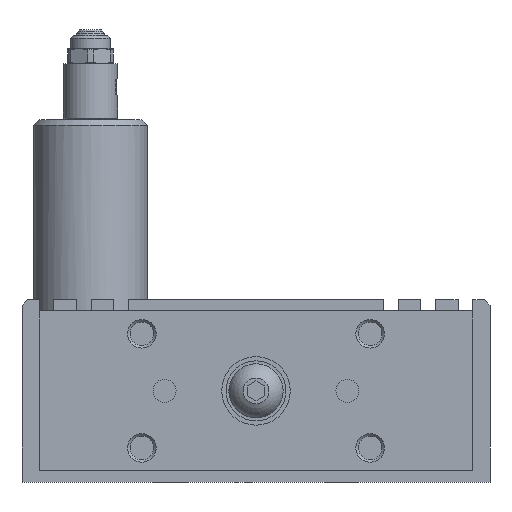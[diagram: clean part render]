
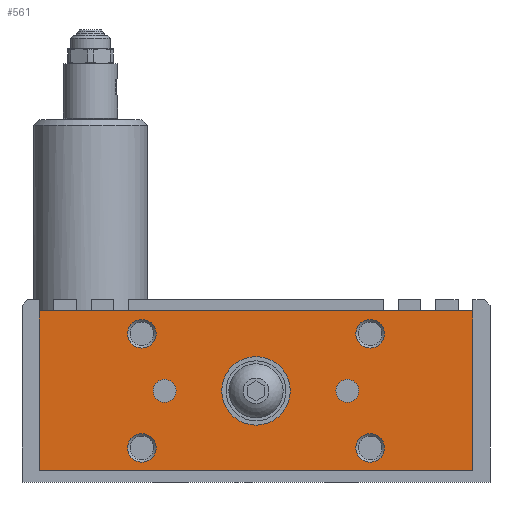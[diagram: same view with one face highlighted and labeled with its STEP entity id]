
A CAD part, left-side view. The second image highlights one B-rep face of the part: STEP entity #561.
In plain terms, the highlighted planar face has unit normal (-1, 0, 0).
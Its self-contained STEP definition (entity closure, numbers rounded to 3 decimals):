
#561 = ADVANCED_FACE( '', ( #1336, #1337, #1338, #1339, #1340, #1341, #1342, #1343 ), #1344, .F. );
#1336 = FACE_BOUND( '', #2328, .T. );
#1337 = FACE_BOUND( '', #2329, .T. );
#1338 = FACE_BOUND( '', #2330, .T. );
#1339 = FACE_BOUND( '', #2331, .T. );
#1340 = FACE_BOUND( '', #2332, .T. );
#1341 = FACE_BOUND( '', #2333, .T. );
#1342 = FACE_BOUND( '', #2334, .T. );
#1343 = FACE_OUTER_BOUND( '', #2335, .T. );
#1344 = PLANE( '', #2336 );
#2328 = EDGE_LOOP( '', ( #3858 ) );
#2329 = EDGE_LOOP( '', ( #3859 ) );
#2330 = EDGE_LOOP( '', ( #3860 ) );
#2331 = EDGE_LOOP( '', ( #3861 ) );
#2332 = EDGE_LOOP( '', ( #3862 ) );
#2333 = EDGE_LOOP( '', ( #3863 ) );
#2334 = EDGE_LOOP( '', ( #3864 ) );
#2335 = EDGE_LOOP( '', ( #3865, #3866, #3867, #3868 ) );
#2336 = AXIS2_PLACEMENT_3D( '', #3869, #3870, #3871 );
#3858 = ORIENTED_EDGE( '', *, *, #5375, .F. );
#3859 = ORIENTED_EDGE( '', *, *, #5102, .T. );
#3860 = ORIENTED_EDGE( '', *, *, #5409, .T. );
#3861 = ORIENTED_EDGE( '', *, *, #5450, .F. );
#3862 = ORIENTED_EDGE( '', *, *, #5451, .F. );
#3863 = ORIENTED_EDGE( '', *, *, #5243, .T. );
#3864 = ORIENTED_EDGE( '', *, *, #5386, .T. );
#3865 = ORIENTED_EDGE( '', *, *, #5452, .F. );
#3866 = ORIENTED_EDGE( '', *, *, #5369, .F. );
#3867 = ORIENTED_EDGE( '', *, *, #5453, .F. );
#3868 = ORIENTED_EDGE( '', *, *, #5454, .F. );
#3869 = CARTESIAN_POINT( '', ( -61., 38., 30. ) );
#3870 = DIRECTION( '', ( 1., 0., 0. ) );
#3871 = DIRECTION( '', ( 0., 0., 1. ) );
#5102 = EDGE_CURVE( '', #6002, #6002, #6003, .T. );
#5243 = EDGE_CURVE( '', #6241, #6241, #6242, .T. );
#5369 = EDGE_CURVE( '', #6438, #6440, #6441, .T. );
#5375 = EDGE_CURVE( '', #6447, #6447, #6448, .T. );
#5386 = EDGE_CURVE( '', #6463, #6463, #6464, .T. );
#5409 = EDGE_CURVE( '', #6497, #6497, #6498, .T. );
#5450 = EDGE_CURVE( '', #6548, #6548, #6549, .T. );
#5451 = EDGE_CURVE( '', #6550, #6550, #6551, .T. );
#5452 = EDGE_CURVE( '', #6440, #6552, #6553, .T. );
#5453 = EDGE_CURVE( '', #6554, #6438, #6555, .T. );
#5454 = EDGE_CURVE( '', #6552, #6554, #6556, .T. );
#6002 = VERTEX_POINT( '', #7500 );
#6003 = CIRCLE( '', #7501, 2.01 );
#6241 = VERTEX_POINT( '', #7809 );
#6242 = CIRCLE( '', #7810, 2.5 );
#6438 = VERTEX_POINT( '', #8168 );
#6440 = VERTEX_POINT( '', #8171 );
#6441 = LINE( '', #8172, #8173 );
#6447 = VERTEX_POINT( '', #8182 );
#6448 = CIRCLE( '', #8183, 2.01 );
#6463 = VERTEX_POINT( '', #8199 );
#6464 = CIRCLE( '', #8200, 6. );
#6497 = VERTEX_POINT( '', #8244 );
#6498 = CIRCLE( '', #8245, 2.5 );
#6548 = VERTEX_POINT( '', #8330 );
#6549 = CIRCLE( '', #8331, 2.5 );
#6550 = VERTEX_POINT( '', #8332 );
#6551 = CIRCLE( '', #8333, 2.5 );
#6552 = VERTEX_POINT( '', #8334 );
#6553 = LINE( '', #8335, #8336 );
#6554 = VERTEX_POINT( '', #8337 );
#6555 = LINE( '', #8338, #8339 );
#6556 = LINE( '', #8340, #8341 );
#7500 = CARTESIAN_POINT( '', ( -61., -13.99, 16. ) );
#7501 = AXIS2_PLACEMENT_3D( '', #8977, #8978, #8979 );
#7809 = CARTESIAN_POINT( '', ( -61., -17.5, 26. ) );
#7810 = AXIS2_PLACEMENT_3D( '', #9191, #9192, #9193 );
#8168 = CARTESIAN_POINT( '', ( -61., -38., 2. ) );
#8171 = CARTESIAN_POINT( '', ( -61., 38., 2. ) );
#8172 = CARTESIAN_POINT( '', ( -61., -38., 2. ) );
#8173 = VECTOR( '', #9340, 1000. );
#8182 = CARTESIAN_POINT( '', ( -61., 13.99, 16. ) );
#8183 = AXIS2_PLACEMENT_3D( '', #9344, #9345, #9346 );
#8199 = CARTESIAN_POINT( '', ( -61., 6., 16. ) );
#8200 = AXIS2_PLACEMENT_3D( '', #9360, #9361, #9362 );
#8244 = CARTESIAN_POINT( '', ( -61., 17.5, 6. ) );
#8245 = AXIS2_PLACEMENT_3D( '', #9386, #9387, #9388 );
#8330 = CARTESIAN_POINT( '', ( -61., -17.5, 6. ) );
#8331 = AXIS2_PLACEMENT_3D( '', #9418, #9419, #9420 );
#8332 = CARTESIAN_POINT( '', ( -61., 17.5, 26. ) );
#8333 = AXIS2_PLACEMENT_3D( '', #9421, #9422, #9423 );
#8334 = CARTESIAN_POINT( '', ( -61., 38., 30. ) );
#8335 = CARTESIAN_POINT( '', ( -61., 38., 2. ) );
#8336 = VECTOR( '', #9424, 1000. );
#8337 = CARTESIAN_POINT( '', ( -61., -38., 30. ) );
#8338 = CARTESIAN_POINT( '', ( -61., -38., 30. ) );
#8339 = VECTOR( '', #9425, 1000. );
#8340 = CARTESIAN_POINT( '', ( -61., 38., 30. ) );
#8341 = VECTOR( '', #9426, 1000. );
#8977 = CARTESIAN_POINT( '', ( -61., -16., 16. ) );
#8978 = DIRECTION( '', ( 1., 0., 0. ) );
#8979 = DIRECTION( '', ( 0., 1., 0. ) );
#9191 = CARTESIAN_POINT( '', ( -61., -20., 26. ) );
#9192 = DIRECTION( '', ( 1., 0., 0. ) );
#9193 = DIRECTION( '', ( 0., 1., 0. ) );
#9340 = DIRECTION( '', ( 0., 1., 0. ) );
#9344 = CARTESIAN_POINT( '', ( -61., 16., 16. ) );
#9345 = DIRECTION( '', ( -1., 0., 0. ) );
#9346 = DIRECTION( '', ( 0., -1., 0. ) );
#9360 = CARTESIAN_POINT( '', ( -61., 0., 16. ) );
#9361 = DIRECTION( '', ( 1., 0., 0. ) );
#9362 = DIRECTION( '', ( 0., 1., 0. ) );
#9386 = CARTESIAN_POINT( '', ( -61., 20., 6. ) );
#9387 = DIRECTION( '', ( 1., 0., 0. ) );
#9388 = DIRECTION( '', ( 0., -1., 0. ) );
#9418 = CARTESIAN_POINT( '', ( -61., -20., 6. ) );
#9419 = DIRECTION( '', ( -1., 0., 0. ) );
#9420 = DIRECTION( '', ( 0., 1., 0. ) );
#9421 = CARTESIAN_POINT( '', ( -61., 20., 26. ) );
#9422 = DIRECTION( '', ( -1., 0., 0. ) );
#9423 = DIRECTION( '', ( 0., -1., 0. ) );
#9424 = DIRECTION( '', ( 0., 0., 1. ) );
#9425 = DIRECTION( '', ( 0., 0., -1. ) );
#9426 = DIRECTION( '', ( 0., -1., 0. ) );
